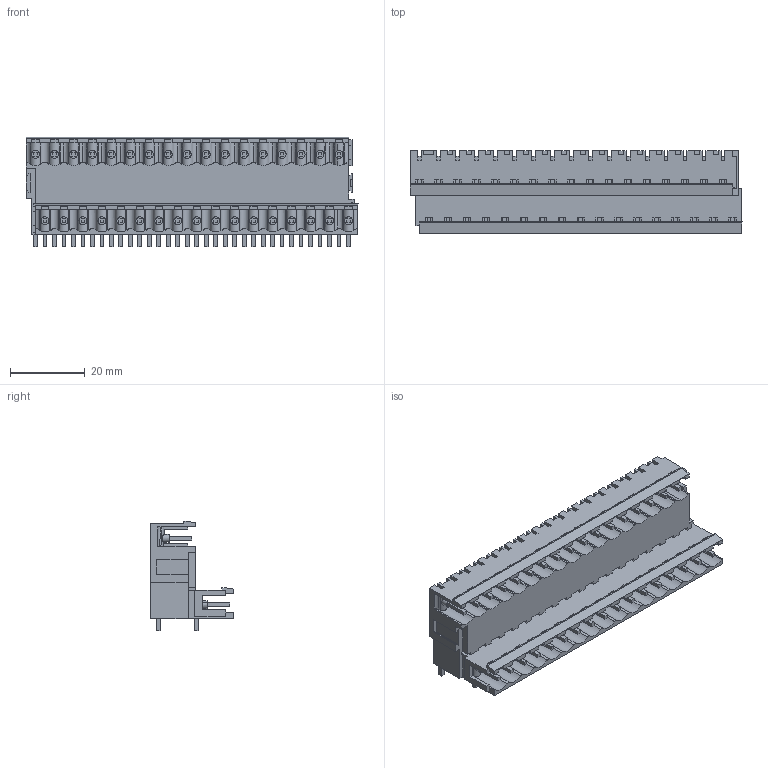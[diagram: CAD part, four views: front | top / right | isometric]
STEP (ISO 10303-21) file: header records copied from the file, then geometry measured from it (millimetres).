
FILE_DESCRIPTION(('CATIA V5R22 STEP214','CAx-IF Rec.Pracs.--- Model Styling and Organization---1.4--- 2014-01-23'),'2;1');
FILE_NAME ('D1454943_1_1725320000_1725320000.stp','2023-03-17T12:52:00+00:00',('none'),('Weidmueller'),'CATIA Version 5-6 Release 2016 SP3 HF44','CATIA V5 STEP AP214','none');
FILE_SCHEMA(('AUTOMOTIVE_DESIGN { 1 0 10303 214 1 1 1 1 }'));
Length unit declared in the file: millimetre
Products named in the file (1): 1725320000
Bounding box: 88.9 x 22.16 x 29.41 mm (x, y, z)
Volume: 20197.9 mm3; surface area: 23148.5 mm2
Topology: 35 solids, 35 shells, 1295 faces, 4172 edges, 2846 vertices
Faces by surface type: plane 1053, cylinder 242
Entity records: 45628 total; most frequent: CARTESIAN_POINT 11480, ORIENTED_EDGE 8344, DIRECTION 5227, EDGE_CURVE 4172, VECTOR 3414, LINE 3414, VERTEX_POINT 2846, EDGE_LOOP 1364
